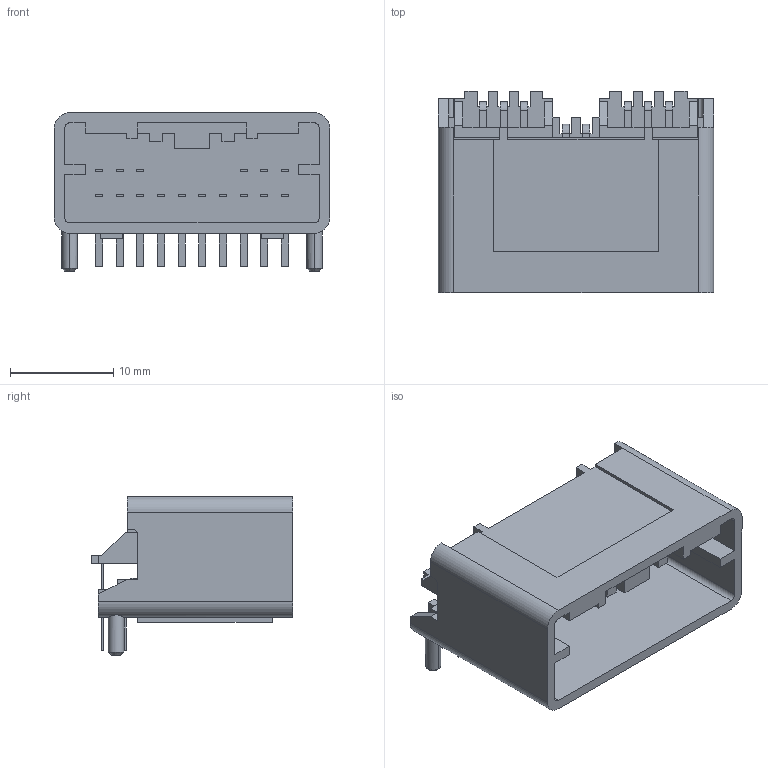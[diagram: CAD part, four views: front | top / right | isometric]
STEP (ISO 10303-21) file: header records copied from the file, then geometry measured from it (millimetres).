
FILE_DESCRIPTION (( 'STEP AP214' ), '1' );
FILE_NAME ('CONN-TH_348260160.step', '2022-08-03T16:48:30', ( '' ), ( '' ), 'SwSTEP 2.0', 'SolidWorks 2020', '' );
FILE_SCHEMA (( 'AUTOMOTIVE_DESIGN' ));
Length unit declared in the file: millimetre
Products named in the file (1): CONN-TH_348260160
Bounding box: 26.63 x 19.5 x 15.38 mm (x, y, z)
Volume: 1831.6 mm3; surface area: 3897.7 mm2
Topology: 30 solids, 30 shells, 673 faces, 1801 edges, 1196 vertices
Faces by surface type: plane 507, bspline 112, cylinder 50, cone 4
Entity records: 29678 total; most frequent: CARTESIAN_POINT 5817, ORIENTED_EDGE 3602, DIRECTION 2793, EDGE_CURVE 1801, VECTOR 1465, LINE 1465, VERTEX_POINT 1196, UNCERTAINTY_MEASURE_WITH_UNIT 704
